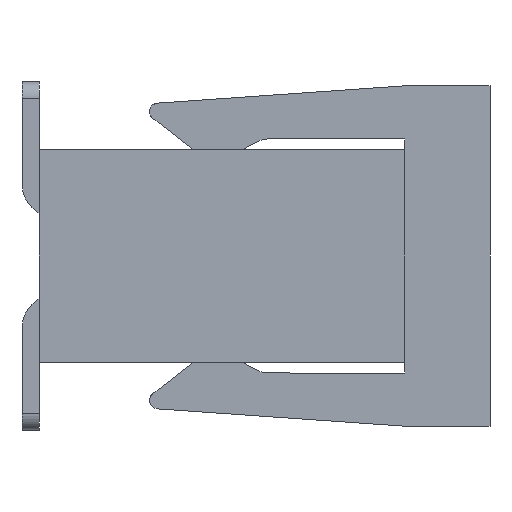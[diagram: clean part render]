
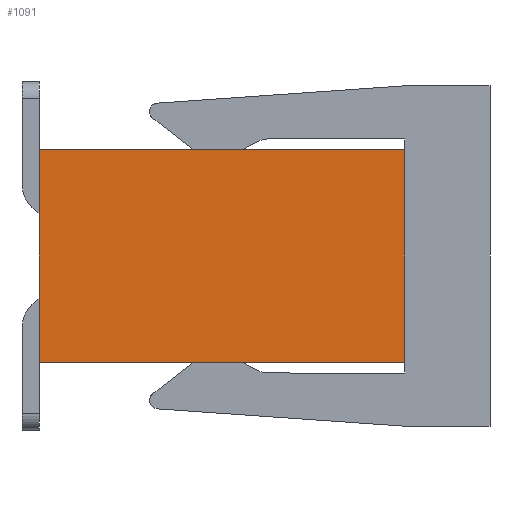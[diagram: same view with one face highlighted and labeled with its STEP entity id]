
A CAD part, left-side view. The second image highlights one B-rep face of the part: STEP entity #1091.
In plain terms, the highlighted planar face has unit normal (-1, 0, 0).
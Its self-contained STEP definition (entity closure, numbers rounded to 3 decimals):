
#769=CARTESIAN_POINT('',(-3.95,0.,-3.5));
#770=VERTEX_POINT('',#769);
#771=CARTESIAN_POINT('',(-3.95,0.,-1.));
#772=VERTEX_POINT('',#771);
#773=CARTESIAN_POINT('',(-3.95,0.,-3.5));
#774=DIRECTION('',(0.,0.,1.));
#775=VECTOR('',#774,2.5);
#776=LINE('',#773,#775);
#777=EDGE_CURVE('',#770,#772,#776,.T.);
#1061=CARTESIAN_POINT('',(-3.95,2.11,-2.25));
#1062=DIRECTION('',(0.,0.,1.));
#1063=DIRECTION('',(-1.,0.,0.));
#1064=AXIS2_PLACEMENT_3D('',#1061,#1063,#1062);
#1065=PLANE('',#1064);
#1066=ORIENTED_EDGE('',*,*,#777,.T.);
#1067=CARTESIAN_POINT('',(-3.95,4.3,-1.));
#1068=VERTEX_POINT('',#1067);
#1069=CARTESIAN_POINT('',(-3.95,0.,-1.));
#1070=DIRECTION('',(0.,1.,0.));
#1071=VECTOR('',#1070,4.3);
#1072=LINE('',#1069,#1071);
#1073=EDGE_CURVE('',#772,#1068,#1072,.T.);
#1074=ORIENTED_EDGE('',*,*,#1073,.T.);
#1075=CARTESIAN_POINT('',(-3.95,4.3,-3.5));
#1076=VERTEX_POINT('',#1075);
#1077=CARTESIAN_POINT('',(-3.95,4.3,-3.5));
#1078=DIRECTION('',(0.,0.,1.));
#1079=VECTOR('',#1078,2.5);
#1080=LINE('',#1077,#1079);
#1081=EDGE_CURVE('',#1076,#1068,#1080,.T.);
#1082=ORIENTED_EDGE('',*,*,#1081,.F.);
#1083=CARTESIAN_POINT('',(-3.95,0.,-3.5));
#1084=DIRECTION('',(0.,1.,0.));
#1085=VECTOR('',#1084,4.3);
#1086=LINE('',#1083,#1085);
#1087=EDGE_CURVE('',#770,#1076,#1086,.T.);
#1088=ORIENTED_EDGE('',*,*,#1087,.F.);
#1089=EDGE_LOOP('',(#1066,#1074,#1082,#1088));
#1090=FACE_OUTER_BOUND('',#1089,.T.);
#1091=ADVANCED_FACE('',(#1090),#1065,.T.);
